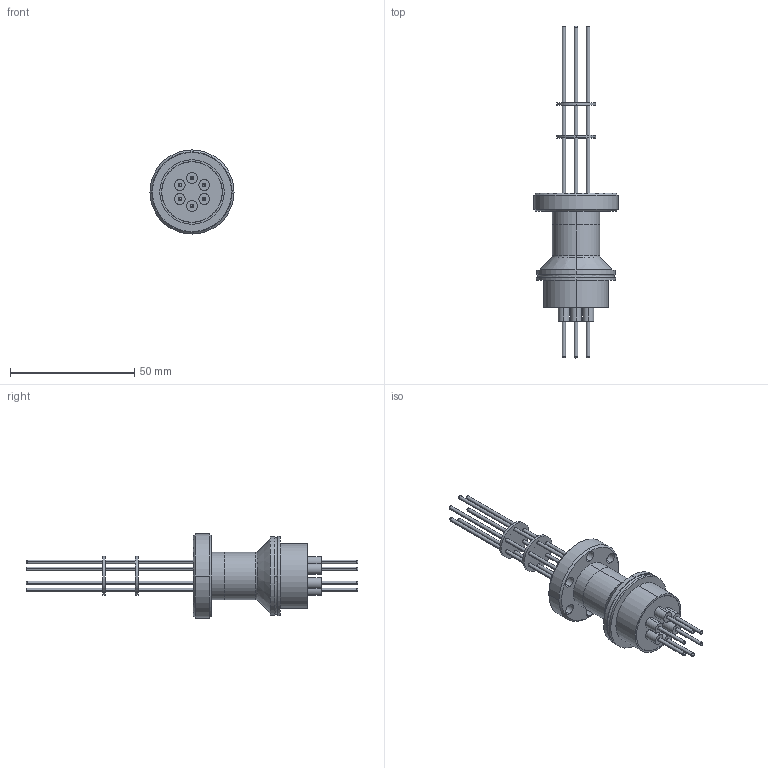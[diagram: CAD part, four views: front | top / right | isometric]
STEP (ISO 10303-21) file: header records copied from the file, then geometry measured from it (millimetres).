
FILE_DESCRIPTION (( 'STEP AP203' ), '1' );
FILE_NAME ('A0423-6-CF.STEP', '2013-04-08T20:25:52', ( '' ), ( '' ), 'SwSTEP 2.0', 'SolidWorks 2012', '' );
FILE_SCHEMA (( 'CONFIG_CONTROL_DESIGN' ));
Length unit declared in the file: inch
Products named in the file (1): A0423-6-CF
Bounding box: 33.78 x 133.35 x 33.78 mm (x, y, z)
Volume: 10944.8 mm3; surface area: 15508.1 mm2
Topology: 1 solids, 1 shells, 242 faces, 570 edges, 378 vertices
Faces by surface type: cylinder 146, plane 50, bspline 36, cone 10
Entity records: 7879 total; most frequent: CARTESIAN_POINT 2003, DIRECTION 1294, ORIENTED_EDGE 1140, EDGE_CURVE 570, AXIS2_PLACEMENT_3D 569, VERTEX_POINT 378, CIRCLE 362, EDGE_LOOP 338
